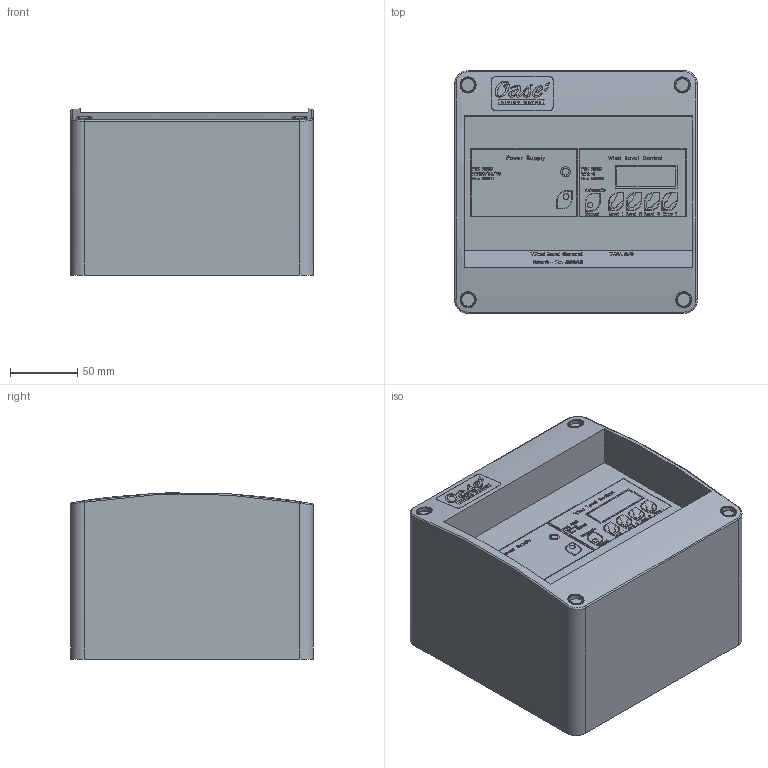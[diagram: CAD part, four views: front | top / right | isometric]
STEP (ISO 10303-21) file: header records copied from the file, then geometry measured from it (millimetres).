
FILE_DESCRIPTION(/* description */ (''),/* implementation_level */ '2;1');
FILE_NAME(/* name */ '51838 WFA.stp',/* time_stamp */ '2017-08-18T08:47:09+02:00',/* author */ ('guzb562'),/* organization */ (''),/* preprocessor_version */ 'ST-DEVELOPER v16.5',/* originating_system */ 'Autodesk Inventor 2017',/* authorisation */ '');
FILE_SCHEMA (('AUTOMOTIVE_DESIGN { 1 0 10303 214 3 1 1 }'));
Products named in the file (1): 51838 WFA
Bounding box: 180 x 180 x 123.22 mm (x, y, z)
Volume: 3302139.8 mm3; surface area: 164998.3 mm2
Topology: 1 solids, 1 shells, 3424 faces, 9471 edges, 6310 vertices
Faces by surface type: plane 3020, bspline 317, cylinder 85, torus 2
Full cylindrical faces by diameter (mm): 4.112 x1, 4.329 x1, 7.362 x1, 9.452 x4, 10.604 x4, 11.945 x4
Entity records: 111830 total; most frequent: CARTESIAN_POINT 26207, ORIENTED_EDGE 18896, DIRECTION 15222, EDGE_CURVE 9444, LINE 8578, VECTOR 8578, VERTEX_POINT 6298, EDGE_LOOP 3700
